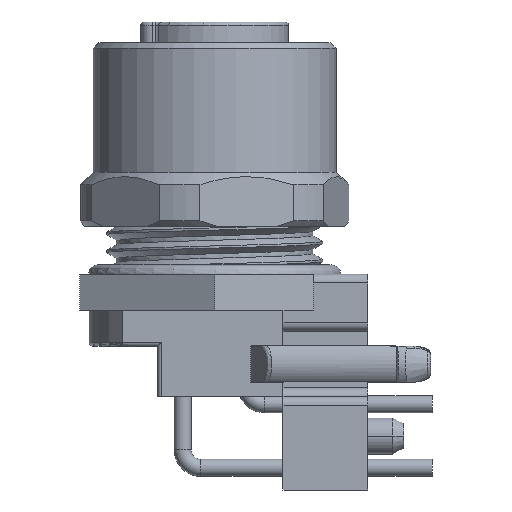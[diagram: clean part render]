
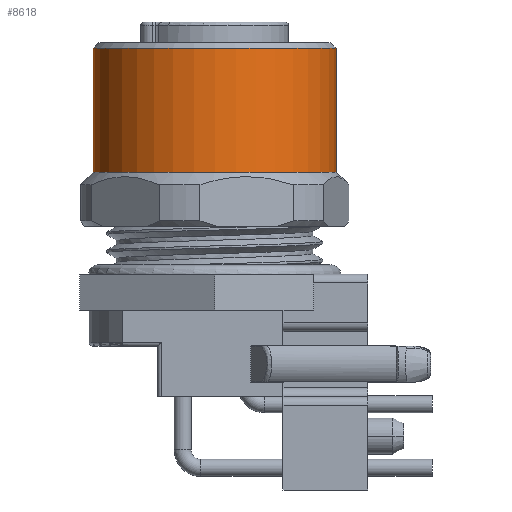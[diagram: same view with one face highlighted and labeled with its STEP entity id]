
A CAD part, left-side view. The second image highlights one B-rep face of the part: STEP entity #8618.
In plain terms, the highlighted cylindrical face has radius 6.75 mm (diameter 13.5 mm), a partial arc.
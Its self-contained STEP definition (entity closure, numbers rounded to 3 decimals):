
#794=CARTESIAN_POINT('',(0.,0.,-1.452));
#795=DIRECTION('',(0.,0.,1.));
#796=DIRECTION('',(0.,1.,0.));
#797=AXIS2_PLACEMENT_3D('',#794,#795,#796);
#809=DIRECTION('',(0.,0.,1.));
#810=VECTOR('',#809,6.9);
#811=CARTESIAN_POINT('',(0.,6.75,-8.352));
#812=LINE('',#811,#810);
#813=DIRECTION('',(0.,0.,1.));
#814=VECTOR('',#813,6.9);
#815=CARTESIAN_POINT('',(0.,-6.75,-8.352));
#816=LINE('',#815,#814);
#817=CARTESIAN_POINT('',(0.,0.,-8.352));
#818=DIRECTION('',(0.,0.,1.));
#819=DIRECTION('',(0.,1.,0.));
#820=AXIS2_PLACEMENT_3D('',#817,#818,#819);
#6278=CARTESIAN_POINT('',(0.,6.75,-8.352));
#6279=CARTESIAN_POINT('',(0.,6.75,-1.452));
#6280=VERTEX_POINT('',#6278);
#6281=VERTEX_POINT('',#6279);
#6288=CARTESIAN_POINT('',(0.,-6.75,-8.352));
#6289=CARTESIAN_POINT('',(0.,-6.75,-1.452));
#6290=VERTEX_POINT('',#6288);
#6291=VERTEX_POINT('',#6289);
#8606=CARTESIAN_POINT('',(0.,0.,-0.642));
#8607=DIRECTION('',(0.,0.,-1.));
#8608=DIRECTION('',(0.,-1.,0.));
#8609=AXIS2_PLACEMENT_3D('',#8606,#8607,#8608);
#8610=CYLINDRICAL_SURFACE('',#8609,6.75);
#8611=ORIENTED_EDGE('',*,*,#8596,.T.);
#8612=ORIENTED_EDGE('',*,*,#8573,.T.);
#8613=ORIENTED_EDGE('',*,*,#8600,.F.);
#8615=ORIENTED_EDGE('',*,*,#8614,.F.);
#8616=EDGE_LOOP('',(#8611,#8612,#8613,#8615));
#8617=FACE_OUTER_BOUND('',#8616,.F.);
#798=CIRCLE('',#797,6.75);
#821=CIRCLE('',#820,6.75);
#8573=EDGE_CURVE('',#6281,#6291,#798,.T.);
#8596=EDGE_CURVE('',#6280,#6281,#812,.T.);
#8600=EDGE_CURVE('',#6290,#6291,#816,.T.);
#8614=EDGE_CURVE('',#6280,#6290,#821,.T.);
#8618=ADVANCED_FACE('',(#8617),#8610,.T.);
